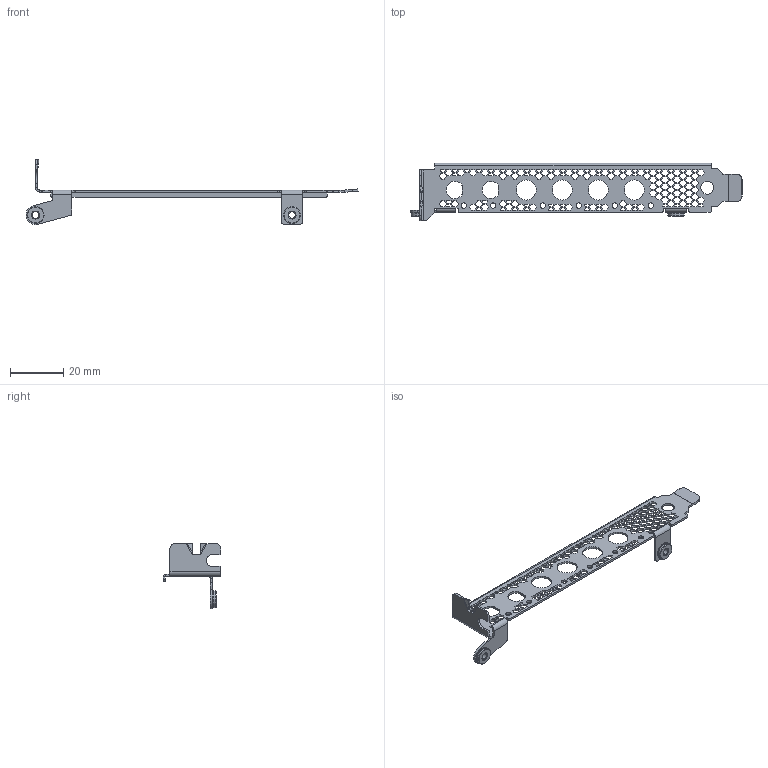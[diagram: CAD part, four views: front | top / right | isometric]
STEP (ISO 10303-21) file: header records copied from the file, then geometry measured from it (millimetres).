
FILE_DESCRIPTION((''),'2;1');
FILE_NAME('TIME_CARD_BRACKET_V4_ASM','2022-06-06T12:11:58',('nhanhoang'),('FACEBOOK, INC'),'CREO PARAMETRIC BY PTC INC, 2021072','CREO PARAMETRIC BY PTC INC, 2021072','');
FILE_SCHEMA(('AUTOMOTIVE_DESIGN { 1 0 10303 214 1 1 1 1 }'));
Products named in the file (3): TIME_CARD_BRACKET_V4; PENN_S-M3-0ZI; TIME_CARD_BRACKET_V4_ASM
Assembly tree (3 placements, depth 2):
  TIME_CARD_BRACKET_V4_ASM
    TIME_CARD_BRACKET_V4
    PENN_S-M3-0ZI  x2
Bounding box: 124.42 x 21.59 x 24.44 mm (x, y, z)
Volume: 1656.9 mm3; surface area: 5329 mm2
Topology: 3 solids, 3 shells, 1649 faces, 5710 edges, 4094 vertices
Faces by surface type: cylinder 818, plane 795, cone 32, bspline 4
Entity records: 65586 total; most frequent: DIRECTION 11285, CARTESIAN_POINT 10953, ORIENTED_EDGE 9482, EDGE_CURVE 4741, VECTOR 4028, LINE 4028, AXIS2_PLACEMENT_3D 3624, VERTEX_POINT 3134
